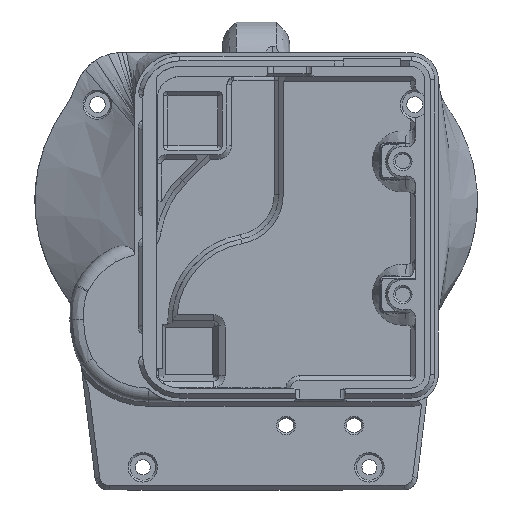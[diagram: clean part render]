
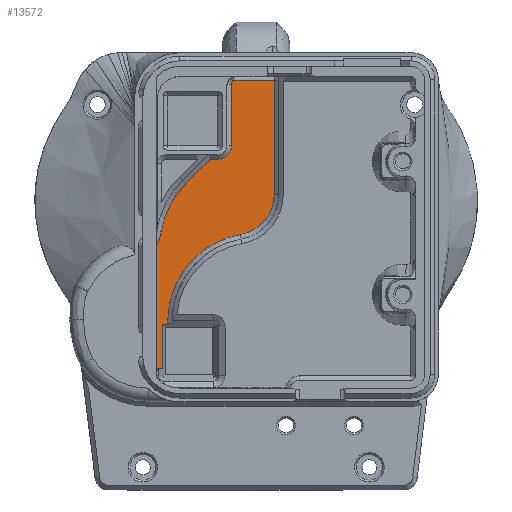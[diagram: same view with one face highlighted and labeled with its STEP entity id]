
A CAD part, top view. The second image highlights one B-rep face of the part: STEP entity #13572.
In plain terms, the highlighted planar face has unit normal (0, 0, 1).
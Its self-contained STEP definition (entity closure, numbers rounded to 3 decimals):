
#631=B_SPLINE_CURVE_WITH_KNOTS('',3,(#19558,#19559,#19560,#19561,#19562,
#19563),.UNSPECIFIED.,.F.,.F.,(4,2,4),(0.059,0.069,
0.098),.UNSPECIFIED.);
#1249=CIRCLE('',#14415,1.);
#1250=CIRCLE('',#14416,3.);
#1251=CIRCLE('',#14417,19.);
#1252=CIRCLE('',#14418,7.878);
#1253=CIRCLE('',#14419,6.);
#1254=CIRCLE('',#14420,13.841);
#1255=CIRCLE('',#14421,10.841);
#1256=CIRCLE('',#14422,0.408);
#1257=CIRCLE('',#14423,19.5);
#1258=CIRCLE('',#14424,9.);
#1554=FACE_OUTER_BOUND('',#2331,.T.);
#2331=EDGE_LOOP('',(#9443,#9444,#9445,#9446,#9447,#9448,#9449,#9450,#9451,
#9452,#9453,#9454,#9455,#9456,#9457,#9458,#9459,#9460,#9461));
#3230=LINE('',#19549,#4403);
#3231=LINE('',#19552,#4404);
#3234=LINE('',#19567,#4407);
#3235=LINE('',#19571,#4408);
#3236=LINE('',#19573,#4409);
#3237=LINE('',#19583,#4410);
#3238=LINE('',#19587,#4411);
#3239=LINE('',#19591,#4412);
#4403=VECTOR('',#15555,10.);
#4404=VECTOR('',#15558,10.);
#4407=VECTOR('',#15565,10.);
#4408=VECTOR('',#15568,10.);
#4409=VECTOR('',#15569,10.);
#4410=VECTOR('',#15578,10.);
#4411=VECTOR('',#15581,10.);
#4412=VECTOR('',#15584,10.);
#5604=VERTEX_POINT('',#19491);
#5612=VERTEX_POINT('',#19526);
#5613=VERTEX_POINT('',#19551);
#5615=VERTEX_POINT('',#19557);
#5616=VERTEX_POINT('',#19564);
#5617=VERTEX_POINT('',#19566);
#5618=VERTEX_POINT('',#19568);
#5619=VERTEX_POINT('',#19570);
#5620=VERTEX_POINT('',#19572);
#5621=VERTEX_POINT('',#19574);
#5622=VERTEX_POINT('',#19576);
#5623=VERTEX_POINT('',#19578);
#5624=VERTEX_POINT('',#19580);
#5625=VERTEX_POINT('',#19582);
#5626=VERTEX_POINT('',#19584);
#5627=VERTEX_POINT('',#19586);
#5628=VERTEX_POINT('',#19588);
#5629=VERTEX_POINT('',#19590);
#5630=VERTEX_POINT('',#19592);
#7084=EDGE_CURVE('',#5612,#5604,#3230,.T.);
#7085=EDGE_CURVE('',#5604,#5613,#3231,.T.);
#7088=EDGE_CURVE('',#5615,#5612,#631,.F.);
#7089=EDGE_CURVE('',#5616,#5615,#1249,.T.);
#7090=EDGE_CURVE('',#5617,#5616,#3234,.T.);
#7091=EDGE_CURVE('',#5618,#5617,#1250,.T.);
#7092=EDGE_CURVE('',#5619,#5618,#3235,.T.);
#7093=EDGE_CURVE('',#5620,#5619,#3236,.T.);
#7094=EDGE_CURVE('',#5621,#5620,#1251,.T.);
#7095=EDGE_CURVE('',#5622,#5621,#1252,.T.);
#7096=EDGE_CURVE('',#5623,#5622,#1253,.T.);
#7097=EDGE_CURVE('',#5624,#5623,#1254,.T.);
#7098=EDGE_CURVE('',#5625,#5624,#3237,.T.);
#7099=EDGE_CURVE('',#5626,#5625,#1255,.T.);
#7100=EDGE_CURVE('',#5627,#5626,#3238,.T.);
#7101=EDGE_CURVE('',#5628,#5627,#1256,.T.);
#7102=EDGE_CURVE('',#5629,#5628,#3239,.T.);
#7103=EDGE_CURVE('',#5630,#5629,#1257,.T.);
#7104=EDGE_CURVE('',#5613,#5630,#1258,.T.);
#9443=ORIENTED_EDGE('',*,*,#7084,.F.);
#9444=ORIENTED_EDGE('',*,*,#7088,.F.);
#9445=ORIENTED_EDGE('',*,*,#7089,.F.);
#9446=ORIENTED_EDGE('',*,*,#7090,.F.);
#9447=ORIENTED_EDGE('',*,*,#7091,.F.);
#9448=ORIENTED_EDGE('',*,*,#7092,.F.);
#9449=ORIENTED_EDGE('',*,*,#7093,.F.);
#9450=ORIENTED_EDGE('',*,*,#7094,.F.);
#9451=ORIENTED_EDGE('',*,*,#7095,.F.);
#9452=ORIENTED_EDGE('',*,*,#7096,.F.);
#9453=ORIENTED_EDGE('',*,*,#7097,.F.);
#9454=ORIENTED_EDGE('',*,*,#7098,.F.);
#9455=ORIENTED_EDGE('',*,*,#7099,.F.);
#9456=ORIENTED_EDGE('',*,*,#7100,.F.);
#9457=ORIENTED_EDGE('',*,*,#7101,.F.);
#9458=ORIENTED_EDGE('',*,*,#7102,.F.);
#9459=ORIENTED_EDGE('',*,*,#7103,.F.);
#9460=ORIENTED_EDGE('',*,*,#7104,.F.);
#9461=ORIENTED_EDGE('',*,*,#7085,.F.);
#13208=PLANE('',#14414);
#13572=ADVANCED_FACE('',(#1554),#13208,.T.);
#14414=AXIS2_PLACEMENT_3D('',#19556,#15561,#15562);
#14415=AXIS2_PLACEMENT_3D('',#19565,#15563,#15564);
#14416=AXIS2_PLACEMENT_3D('',#19569,#15566,#15567);
#14417=AXIS2_PLACEMENT_3D('',#19575,#15570,#15571);
#14418=AXIS2_PLACEMENT_3D('',#19577,#15572,#15573);
#14419=AXIS2_PLACEMENT_3D('',#19579,#15574,#15575);
#14420=AXIS2_PLACEMENT_3D('',#19581,#15576,#15577);
#14421=AXIS2_PLACEMENT_3D('',#19585,#15579,#15580);
#14422=AXIS2_PLACEMENT_3D('',#19589,#15582,#15583);
#14423=AXIS2_PLACEMENT_3D('',#19593,#15585,#15586);
#14424=AXIS2_PLACEMENT_3D('',#19594,#15587,#15588);
#15555=DIRECTION('',(1.,0.,0.));
#15558=DIRECTION('',(0.,-1.,0.));
#15561=DIRECTION('center_axis',(0.,0.,1.));
#15562=DIRECTION('ref_axis',(-1.,0.,0.));
#15563=DIRECTION('center_axis',(0.,0.,-1.));
#15564=DIRECTION('ref_axis',(-1.,0.,0.));
#15565=DIRECTION('',(0.,1.,0.));
#15566=DIRECTION('center_axis',(0.,0.,1.));
#15567=DIRECTION('ref_axis',(0.,-1.,0.));
#15568=DIRECTION('',(1.,0.,0.));
#15569=DIRECTION('',(0.707,0.707,0.));
#15570=DIRECTION('center_axis',(0.,0.,-1.));
#15571=DIRECTION('ref_axis',(-0.707,0.707,0.));
#15572=DIRECTION('center_axis',(0.,0.,1.));
#15573=DIRECTION('ref_axis',(0.461,-0.888,0.));
#15574=DIRECTION('center_axis',(0.,0.,1.));
#15575=DIRECTION('ref_axis',(0.465,-0.885,0.));
#15576=DIRECTION('center_axis',(0.,0.,-1.));
#15577=DIRECTION('ref_axis',(0.,1.,0.));
#15578=DIRECTION('',(0.,1.,0.));
#15579=DIRECTION('center_axis',(0.,0.,-1.));
#15580=DIRECTION('ref_axis',(-1.,0.,0.));
#15581=DIRECTION('',(0.,-1.,0.));
#15582=DIRECTION('center_axis',(0.,0.,1.));
#15583=DIRECTION('ref_axis',(-1.,0.,0.));
#15584=DIRECTION('',(-1.,0.,0.));
#15585=DIRECTION('center_axis',(0.,0.,1.));
#15586=DIRECTION('ref_axis',(-1.,0.004,0.));
#15587=DIRECTION('center_axis',(0.,0.,-1.));
#15588=DIRECTION('ref_axis',(1.,0.,0.));
#19491=CARTESIAN_POINT('',(4.,25.254,35.986));
#19526=CARTESIAN_POINT('',(-5.1,25.254,35.986));
#19549=CARTESIAN_POINT('',(15.199,25.254,35.986));
#19551=CARTESIAN_POINT('',(4.,0.,35.986));
#19552=CARTESIAN_POINT('',(4.,10.425,35.986));
#19556=CARTESIAN_POINT('Origin',(-0.232,-5.132,35.986));
#19557=CARTESIAN_POINT('',(-5.28,24.908,35.986));
#19558=CARTESIAN_POINT('Ctrl Pts',(-5.1,25.254,35.986));
#19559=CARTESIAN_POINT('Ctrl Pts',(-5.112,25.22,35.986));
#19560=CARTESIAN_POINT('Ctrl Pts',(-5.125,25.188,35.986));
#19561=CARTESIAN_POINT('Ctrl Pts',(-5.177,25.069,35.986));
#19562=CARTESIAN_POINT('Ctrl Pts',(-5.224,24.984,35.986));
#19563=CARTESIAN_POINT('Ctrl Pts',(-5.28,24.908,35.986));
#19564=CARTESIAN_POINT('',(-5.475,24.316,35.986));
#19565=CARTESIAN_POINT('Origin',(-4.475,24.316,35.986));
#19566=CARTESIAN_POINT('',(-5.475,10.775,35.986));
#19567=CARTESIAN_POINT('',(-5.475,8.321,35.986));
#19568=CARTESIAN_POINT('',(-8.475,7.775,35.986));
#19569=CARTESIAN_POINT('Origin',(-8.475,10.775,35.986));
#19570=CARTESIAN_POINT('',(-10.124,7.775,35.986));
#19571=CARTESIAN_POINT('',(-4.353,7.775,35.986));
#19572=CARTESIAN_POINT('',(-15.591,2.308,35.986));
#19573=CARTESIAN_POINT('',(-12.396,5.503,35.986));
#19574=CARTESIAN_POINT('',(-20.937,-8.256,35.986));
#19575=CARTESIAN_POINT('Origin',(-2.156,-11.127,35.986));
#19576=CARTESIAN_POINT('',(-23.162,-12.644,35.986));
#19577=CARTESIAN_POINT('Origin',(-28.725,-7.065,35.986));
#19578=CARTESIAN_POINT('',(-26.309,-14.295,35.986));
#19579=CARTESIAN_POINT('Origin',(-27.399,-8.395,35.986));
#19580=CARTESIAN_POINT('',(-34.635,-19.3,35.986));
#19581=CARTESIAN_POINT('Origin',(-23.794,-27.905,35.986));
#19582=CARTESIAN_POINT('',(-34.635,-27.905,35.986));
#19583=CARTESIAN_POINT('',(-34.635,-27.905,35.986));
#19584=CARTESIAN_POINT('',(-20.755,-38.311,35.986));
#19585=CARTESIAN_POINT('Origin',(-23.794,-27.905,35.986));
#19586=CARTESIAN_POINT('',(-20.755,-29.018,35.986));
#19587=CARTESIAN_POINT('',(-20.755,-17.075,35.986));
#19588=CARTESIAN_POINT('',(-20.347,-28.61,35.986));
#19589=CARTESIAN_POINT('Origin',(-20.347,-29.018,35.986));
#19590=CARTESIAN_POINT('',(-19.507,-28.61,35.986));
#19591=CARTESIAN_POINT('',(-4.79,-28.61,35.986));
#19592=CARTESIAN_POINT('',(-3.426,-8.861,35.986));
#19593=CARTESIAN_POINT('Origin',(-0.014,-28.061,
35.986));
#19594=CARTESIAN_POINT('Origin',(-5.,0.,35.986));
